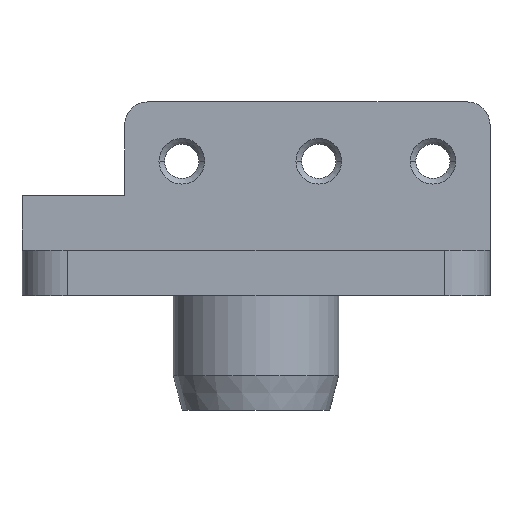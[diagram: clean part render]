
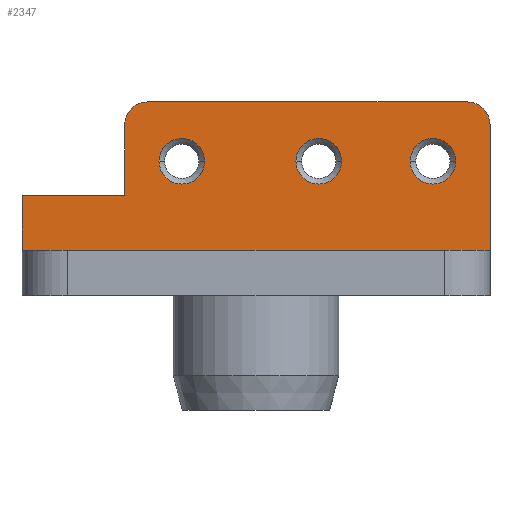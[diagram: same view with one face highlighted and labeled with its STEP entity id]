
A CAD part, front view. The second image highlights one B-rep face of the part: STEP entity #2347.
In plain terms, the highlighted planar face has unit normal (0, -1, 0).
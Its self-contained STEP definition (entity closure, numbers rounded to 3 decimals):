
#40=CARTESIAN_POINT('Vertex',(9.,8.5,8.8)) ;
#70=CARTESIAN_POINT('Vertex',(0.,8.5,8.8)) ;
#73=CARTESIAN_POINT('Line Origine',(4.5,8.5,8.8)) ;
#921=CARTESIAN_POINT('Vertex',(0.,8.5,4.)) ;
#928=CARTESIAN_POINT('Vertex',(41.,8.5,4.)) ;
#931=CARTESIAN_POINT('Line Origine',(20.5,8.5,4.)) ;
#1007=CARTESIAN_POINT('Vertex',(9.,8.5,15.)) ;
#1015=CARTESIAN_POINT('Line Origine',(9.,8.5,11.9)) ;
#1032=CARTESIAN_POINT('Line Origine',(25.,8.5,17.)) ;
#1036=CARTESIAN_POINT('Vertex',(39.,8.5,17.)) ;
#1038=CARTESIAN_POINT('Vertex',(11.,8.5,17.)) ;
#1072=CARTESIAN_POINT('Axis2P3D Location',(11.,8.5,15.)) ;
#1385=CARTESIAN_POINT('Vertex',(41.,8.5,15.)) ;
#1388=CARTESIAN_POINT('Line Origine',(41.,8.5,9.5)) ;
#1459=CARTESIAN_POINT('Axis2P3D Location',(39.,8.5,15.)) ;
#1718=CARTESIAN_POINT('Line Origine',(0.,8.5,6.4)) ;
#1933=CARTESIAN_POINT('Vertex',(34.,8.5,11.8)) ;
#1936=CARTESIAN_POINT('Axis2P3D Location',(36.,8.5,11.8)) ;
#1940=CARTESIAN_POINT('Vertex',(38.,8.5,11.8)) ;
#1960=CARTESIAN_POINT('Axis2P3D Location',(36.,8.5,11.8)) ;
#2110=CARTESIAN_POINT('Vertex',(24.,8.5,11.8)) ;
#2113=CARTESIAN_POINT('Axis2P3D Location',(26.,8.5,11.8)) ;
#2117=CARTESIAN_POINT('Vertex',(28.,8.5,11.8)) ;
#2137=CARTESIAN_POINT('Axis2P3D Location',(26.,8.5,11.8)) ;
#2306=CARTESIAN_POINT('Axis2P3D Location',(41.,8.5,4.)) ;
#2321=CARTESIAN_POINT('Axis2P3D Location',(14.,8.5,11.8)) ;
#2325=CARTESIAN_POINT('Vertex',(16.,8.5,11.8)) ;
#2327=CARTESIAN_POINT('Vertex',(12.,8.5,11.8)) ;
#2330=CARTESIAN_POINT('Axis2P3D Location',(14.,8.5,11.8)) ;
#75=VECTOR('Line Direction',#74,1.) ;
#933=VECTOR('Line Direction',#932,1.) ;
#1017=VECTOR('Line Direction',#1016,1.) ;
#1034=VECTOR('Line Direction',#1033,1.) ;
#1390=VECTOR('Line Direction',#1389,1.) ;
#1720=VECTOR('Line Direction',#1719,1.) ;
#74=DIRECTION('Vector Direction',(1.,0.,0.)) ;
#932=DIRECTION('Vector Direction',(-1.,0.,0.)) ;
#1016=DIRECTION('Vector Direction',(0.,0.,1.)) ;
#1033=DIRECTION('Vector Direction',(-1.,0.,0.)) ;
#1073=DIRECTION('Axis2P3D Direction',(0.,-1.,0.)) ;
#1389=DIRECTION('Vector Direction',(0.,0.,1.)) ;
#1460=DIRECTION('Axis2P3D Direction',(0.,-1.,0.)) ;
#1719=DIRECTION('Vector Direction',(0.,0.,-1.)) ;
#1937=DIRECTION('Axis2P3D Direction',(0.,-1.,0.)) ;
#1961=DIRECTION('Axis2P3D Direction',(0.,-1.,-0.)) ;
#2114=DIRECTION('Axis2P3D Direction',(0.,-1.,0.)) ;
#2138=DIRECTION('Axis2P3D Direction',(0.,-1.,-0.)) ;
#2307=DIRECTION('Axis2P3D Direction',(0.,-1.,0.)) ;
#2308=DIRECTION('Axis2P3D XDirection',(0.,0.,1.)) ;
#2322=DIRECTION('Axis2P3D Direction',(0.,-1.,0.)) ;
#2331=DIRECTION('Axis2P3D Direction',(0.,-1.,0.)) ;
#1074=AXIS2_PLACEMENT_3D('Circle Axis2P3D',#1072,#1073,$) ;
#1461=AXIS2_PLACEMENT_3D('Circle Axis2P3D',#1459,#1460,$) ;
#1938=AXIS2_PLACEMENT_3D('Circle Axis2P3D',#1936,#1937,$) ;
#1962=AXIS2_PLACEMENT_3D('Circle Axis2P3D',#1960,#1961,$) ;
#2115=AXIS2_PLACEMENT_3D('Circle Axis2P3D',#2113,#2114,$) ;
#2139=AXIS2_PLACEMENT_3D('Circle Axis2P3D',#2137,#2138,$) ;
#2309=AXIS2_PLACEMENT_3D('Plane Axis2P3D',#2306,#2307,#2308) ;
#2323=AXIS2_PLACEMENT_3D('Circle Axis2P3D',#2321,#2322,$) ;
#2332=AXIS2_PLACEMENT_3D('Circle Axis2P3D',#2330,#2331,$) ;
#76=LINE('Line',#73,#75) ;
#934=LINE('Line',#931,#933) ;
#1018=LINE('Line',#1015,#1017) ;
#1035=LINE('Line',#1032,#1034) ;
#1391=LINE('Line',#1388,#1390) ;
#1721=LINE('Line',#1718,#1720) ;
#1075=CIRCLE('generated circle',#1074,2.) ;
#1462=CIRCLE('generated circle',#1461,2.) ;
#1939=CIRCLE('generated circle',#1938,2.) ;
#1963=CIRCLE('generated circle',#1962,2.) ;
#2116=CIRCLE('generated circle',#2115,2.) ;
#2140=CIRCLE('generated circle',#2139,2.) ;
#2324=CIRCLE('generated circle',#2323,2.) ;
#2333=CIRCLE('generated circle',#2332,2.) ;
#2310=PLANE('',#2309) ;
#2338=FACE_BOUND('',#2335,.T.) ;
#2342=FACE_BOUND('',#2339,.T.) ;
#2346=FACE_BOUND('',#2343,.T.) ;
#77=EDGE_CURVE('',#71,#41,#76,.T.) ;
#935=EDGE_CURVE('',#929,#922,#934,.T.) ;
#1019=EDGE_CURVE('',#41,#1008,#1018,.T.) ;
#1040=EDGE_CURVE('',#1037,#1039,#1035,.T.) ;
#1076=EDGE_CURVE('',#1008,#1039,#1075,.F.) ;
#1392=EDGE_CURVE('',#929,#1386,#1391,.T.) ;
#1463=EDGE_CURVE('',#1037,#1386,#1462,.F.) ;
#1722=EDGE_CURVE('',#922,#71,#1721,.F.) ;
#1942=EDGE_CURVE('',#1934,#1941,#1939,.T.) ;
#1964=EDGE_CURVE('',#1941,#1934,#1963,.T.) ;
#2119=EDGE_CURVE('',#2111,#2118,#2116,.T.) ;
#2141=EDGE_CURVE('',#2118,#2111,#2140,.T.) ;
#2329=EDGE_CURVE('',#2326,#2328,#2324,.T.) ;
#2334=EDGE_CURVE('',#2328,#2326,#2333,.T.) ;
#2312=ORIENTED_EDGE('',*,*,#1019,.F.) ;
#2313=ORIENTED_EDGE('',*,*,#77,.F.) ;
#2314=ORIENTED_EDGE('',*,*,#1722,.F.) ;
#2315=ORIENTED_EDGE('',*,*,#935,.F.) ;
#2316=ORIENTED_EDGE('',*,*,#1392,.T.) ;
#2317=ORIENTED_EDGE('',*,*,#1463,.F.) ;
#2318=ORIENTED_EDGE('',*,*,#1040,.T.) ;
#2319=ORIENTED_EDGE('',*,*,#1076,.F.) ;
#2336=ORIENTED_EDGE('',*,*,#2329,.F.) ;
#2337=ORIENTED_EDGE('',*,*,#2334,.F.) ;
#2340=ORIENTED_EDGE('',*,*,#2141,.F.) ;
#2341=ORIENTED_EDGE('',*,*,#2119,.F.) ;
#2344=ORIENTED_EDGE('',*,*,#1964,.F.) ;
#2345=ORIENTED_EDGE('',*,*,#1942,.F.) ;
#2311=EDGE_LOOP('',(#2312,#2313,#2314,#2315,#2316,#2317,#2318,#2319)) ;
#2335=EDGE_LOOP('',(#2336,#2337)) ;
#2339=EDGE_LOOP('',(#2340,#2341)) ;
#2343=EDGE_LOOP('',(#2344,#2345)) ;
#41=VERTEX_POINT('',#40) ;
#71=VERTEX_POINT('',#70) ;
#922=VERTEX_POINT('',#921) ;
#929=VERTEX_POINT('',#928) ;
#1008=VERTEX_POINT('',#1007) ;
#1037=VERTEX_POINT('',#1036) ;
#1039=VERTEX_POINT('',#1038) ;
#1386=VERTEX_POINT('',#1385) ;
#1934=VERTEX_POINT('',#1933) ;
#1941=VERTEX_POINT('',#1940) ;
#2111=VERTEX_POINT('',#2110) ;
#2118=VERTEX_POINT('',#2117) ;
#2326=VERTEX_POINT('',#2325) ;
#2328=VERTEX_POINT('',#2327) ;
#2347=ADVANCED_FACE('Coperchio sismica 3_4',(#2320,#2338,#2342,#2346),#2310,.T.) ;
#2320=FACE_OUTER_BOUND('',#2311,.T.) ;
